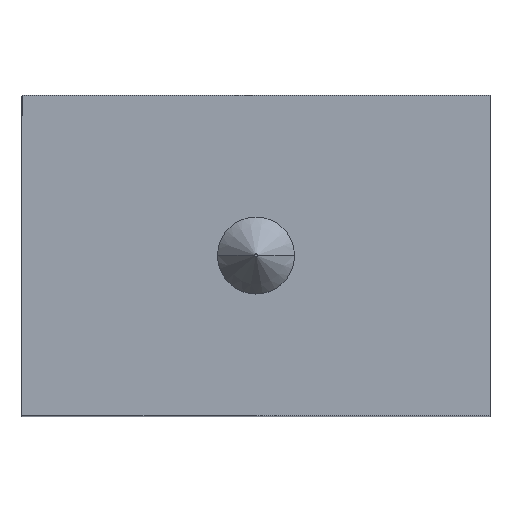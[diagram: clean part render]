
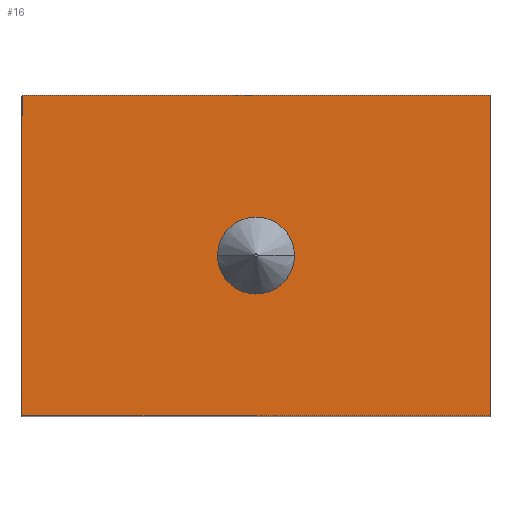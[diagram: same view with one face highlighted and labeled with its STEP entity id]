
A CAD part, top view. The second image highlights one B-rep face of the part: STEP entity #16.
In plain terms, the highlighted planar face has unit normal (0, 0, 1).
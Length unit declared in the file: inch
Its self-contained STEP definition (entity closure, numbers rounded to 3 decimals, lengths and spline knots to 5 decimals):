
#10 = DIRECTION ( 'NONE',  ( 0., 1., 0. ) ) ;
#16 = ADVANCED_FACE ( 'NONE', ( #127, #276 ), #93, .T. ) ;
#22 = EDGE_LOOP ( 'NONE', ( #211, #238 ) ) ;
#34 = CIRCLE ( 'NONE', #102, 1.5 ) ;
#49 = ORIENTED_EDGE ( 'NONE', *, *, #257, .T. ) ;
#65 = DIRECTION ( 'NONE',  ( 0., 0., 1. ) ) ;
#67 = DIRECTION ( 'NONE',  ( 1., 0., 0. ) ) ;
#73 = VERTEX_POINT ( 'NONE', #418 ) ;
#77 = EDGE_CURVE ( 'NONE', #73, #273, #315, .T. ) ;
#84 = CARTESIAN_POINT ( 'NONE',  ( 9.125, 6., 18.25 ) ) ;
#86 = VECTOR ( 'NONE', #317, 39.37008 ) ;
#93 = PLANE ( 'NONE',  #111 ) ;
#102 = AXIS2_PLACEMENT_3D ( 'NONE', #84, #117, #263 ) ;
#111 = AXIS2_PLACEMENT_3D ( 'NONE', #204, #65, #370 ) ;
#115 = CARTESIAN_POINT ( 'NONE',  ( 0., 12.25, 18.25 ) ) ;
#117 = DIRECTION ( 'NONE',  ( 0., 0., 1. ) ) ;
#118 = DIRECTION ( 'NONE',  ( 1., 0., 0. ) ) ;
#123 = LINE ( 'NONE', #395, #343 ) ;
#124 = VERTEX_POINT ( 'NONE', #288 ) ;
#127 = FACE_BOUND ( 'NONE', #22, .T. ) ;
#129 = CARTESIAN_POINT ( 'NONE',  ( 18.25, -0.25, 18.25 ) ) ;
#154 = CARTESIAN_POINT ( 'NONE',  ( 7.625, 6., 18.25 ) ) ;
#163 = EDGE_CURVE ( 'NONE', #124, #438, #449, .T. ) ;
#192 = ORIENTED_EDGE ( 'NONE', *, *, #311, .T. ) ;
#204 = CARTESIAN_POINT ( 'NONE',  ( 0., 0., 18.25 ) ) ;
#211 = ORIENTED_EDGE ( 'NONE', *, *, #279, .F. ) ;
#219 = ORIENTED_EDGE ( 'NONE', *, *, #163, .T. ) ;
#229 = CARTESIAN_POINT ( 'NONE',  ( 18.25, 12.25, 18.25 ) ) ;
#238 = ORIENTED_EDGE ( 'NONE', *, *, #77, .F. ) ;
#249 = EDGE_LOOP ( 'NONE', ( #350, #219, #49, #192 ) ) ;
#253 = VERTEX_POINT ( 'NONE', #229 ) ;
#257 = EDGE_CURVE ( 'NONE', #438, #353, #123, .T. ) ;
#259 = LINE ( 'NONE', #362, #415 ) ;
#263 = DIRECTION ( 'NONE',  ( 1., 0., 0. ) ) ;
#273 = VERTEX_POINT ( 'NONE', #154 ) ;
#275 = CARTESIAN_POINT ( 'NONE',  ( 0., -0.25, 18.25 ) ) ;
#276 = FACE_OUTER_BOUND ( 'NONE', #249, .T. ) ;
#279 = EDGE_CURVE ( 'NONE', #273, #73, #34, .T. ) ;
#283 = DIRECTION ( 'NONE',  ( 0., 0., 1. ) ) ;
#288 = CARTESIAN_POINT ( 'NONE',  ( 0., 12.25, 18.25 ) ) ;
#293 = CARTESIAN_POINT ( 'NONE',  ( 18.25, 12.25, 18.25 ) ) ;
#311 = EDGE_CURVE ( 'NONE', #353, #253, #259, .T. ) ;
#314 = CARTESIAN_POINT ( 'NONE',  ( 9.125, 6., 18.25 ) ) ;
#315 = CIRCLE ( 'NONE', #324, 1.5 ) ;
#317 = DIRECTION ( 'NONE',  ( 0., -1., 0. ) ) ;
#322 = EDGE_CURVE ( 'NONE', #253, #124, #325, .T. ) ;
#324 = AXIS2_PLACEMENT_3D ( 'NONE', #314, #283, #67 ) ;
#325 = LINE ( 'NONE', #293, #452 ) ;
#343 = VECTOR ( 'NONE', #118, 39.37008 ) ;
#350 = ORIENTED_EDGE ( 'NONE', *, *, #322, .T. ) ;
#353 = VERTEX_POINT ( 'NONE', #129 ) ;
#362 = CARTESIAN_POINT ( 'NONE',  ( 18.25, -0.25, 18.25 ) ) ;
#370 = DIRECTION ( 'NONE',  ( 1., 0., 0. ) ) ;
#392 = DIRECTION ( 'NONE',  ( -1., 0., 0. ) ) ;
#395 = CARTESIAN_POINT ( 'NONE',  ( 0., -0.25, 18.25 ) ) ;
#415 = VECTOR ( 'NONE', #10, 39.37008 ) ;
#418 = CARTESIAN_POINT ( 'NONE',  ( 10.625, 6., 18.25 ) ) ;
#438 = VERTEX_POINT ( 'NONE', #275 ) ;
#449 = LINE ( 'NONE', #115, #86 ) ;
#452 = VECTOR ( 'NONE', #392, 39.37008 ) ;
